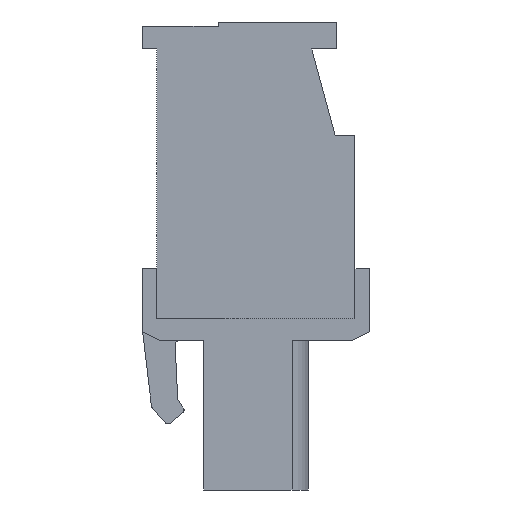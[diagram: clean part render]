
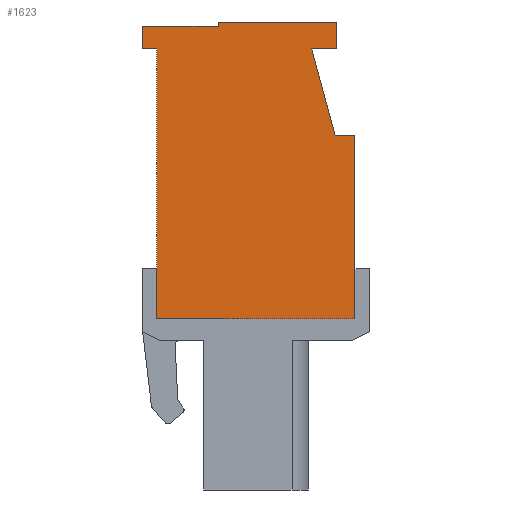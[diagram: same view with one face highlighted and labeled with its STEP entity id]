
A CAD part, left-side view. The second image highlights one B-rep face of the part: STEP entity #1623.
In plain terms, the highlighted planar face has unit normal (-1, 0, 0).
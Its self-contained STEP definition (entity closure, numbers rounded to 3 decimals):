
#1623 = ADVANCED_FACE( '', ( #3864 ), #3865, .T. );
#3864 = FACE_OUTER_BOUND( '', #6884, .T. );
#3865 = PLANE( '', #6885 );
#6884 = EDGE_LOOP( '', ( #11064, #11065, #11066, #11067, #11068, #11069, #11070, #11071, #11072, #11073, #11074, #11075 ) );
#6885 = AXIS2_PLACEMENT_3D( '', #11076, #11077, #11078 );
#11064 = ORIENTED_EDGE( '', *, *, #19533, .T. );
#11065 = ORIENTED_EDGE( '', *, *, #19534, .T. );
#11066 = ORIENTED_EDGE( '', *, *, #19535, .T. );
#11067 = ORIENTED_EDGE( '', *, *, #19536, .T. );
#11068 = ORIENTED_EDGE( '', *, *, #18681, .T. );
#11069 = ORIENTED_EDGE( '', *, *, #19537, .T. );
#11070 = ORIENTED_EDGE( '', *, *, #19538, .T. );
#11071 = ORIENTED_EDGE( '', *, *, #18801, .T. );
#11072 = ORIENTED_EDGE( '', *, *, #19299, .T. );
#11073 = ORIENTED_EDGE( '', *, *, #19539, .T. );
#11074 = ORIENTED_EDGE( '', *, *, #19540, .T. );
#11075 = ORIENTED_EDGE( '', *, *, #19541, .T. );
#11076 = CARTESIAN_POINT( '', ( -20.32, 0., 0. ) );
#11077 = DIRECTION( '', ( -1., 0., 0. ) );
#11078 = DIRECTION( '', ( 0., 0., 1. ) );
#18681 = EDGE_CURVE( '', #22478, #22479, #22480, .T. );
#18801 = EDGE_CURVE( '', #22645, #22702, #22704, .T. );
#19299 = EDGE_CURVE( '', #22702, #23558, #23560, .T. );
#19533 = EDGE_CURVE( '', #23958, #23959, #23960, .T. );
#19534 = EDGE_CURVE( '', #23959, #23961, #23962, .T. );
#19535 = EDGE_CURVE( '', #23961, #23963, #23964, .T. );
#19536 = EDGE_CURVE( '', #23963, #22478, #23965, .T. );
#19537 = EDGE_CURVE( '', #22479, #23966, #23967, .T. );
#19538 = EDGE_CURVE( '', #23966, #22645, #23968, .T. );
#19539 = EDGE_CURVE( '', #23558, #23969, #23970, .T. );
#19540 = EDGE_CURVE( '', #23969, #23971, #23972, .T. );
#19541 = EDGE_CURVE( '', #23971, #23958, #23973, .T. );
#22478 = VERTEX_POINT( '', #28016 );
#22479 = VERTEX_POINT( '', #28017 );
#22480 = LINE( '', #28018, #28019 );
#22645 = VERTEX_POINT( '', #28263 );
#22702 = VERTEX_POINT( '', #28351 );
#22704 = LINE( '', #28354, #28355 );
#23558 = VERTEX_POINT( '', #29601 );
#23560 = LINE( '', #29604, #29605 );
#23958 = VERTEX_POINT( '', #30182 );
#23959 = VERTEX_POINT( '', #30183 );
#23960 = LINE( '', #30184, #30185 );
#23961 = VERTEX_POINT( '', #30186 );
#23962 = LINE( '', #30187, #30188 );
#23963 = VERTEX_POINT( '', #30189 );
#23964 = LINE( '', #30190, #30191 );
#23965 = LINE( '', #30192, #30193 );
#23966 = VERTEX_POINT( '', #30194 );
#23967 = LINE( '', #30195, #30196 );
#23968 = LINE( '', #30197, #30198 );
#23969 = VERTEX_POINT( '', #30199 );
#23970 = LINE( '', #30200, #30201 );
#23971 = VERTEX_POINT( '', #30202 );
#23972 = LINE( '', #30203, #30204 );
#23973 = LINE( '', #30205, #30206 );
#28016 = CARTESIAN_POINT( '', ( -20.32, 6.3, 8.75 ) );
#28017 = CARTESIAN_POINT( '', ( -20.32, 6.3, 7.5 ) );
#28018 = CARTESIAN_POINT( '', ( -20.32, 6.3, 8.75 ) );
#28019 = VECTOR( '', #35396, 1000. );
#28263 = CARTESIAN_POINT( '', ( -20.32, 5.5, -7.5 ) );
#28351 = CARTESIAN_POINT( '', ( -20.32, -5.5, -7.5 ) );
#28354 = CARTESIAN_POINT( '', ( -20.32, 5.5, -7.5 ) );
#28355 = VECTOR( '', #35514, 1000. );
#29601 = CARTESIAN_POINT( '', ( -20.32, -5.5, 2.7 ) );
#29604 = CARTESIAN_POINT( '', ( -20.32, -5.5, -7.5 ) );
#29605 = VECTOR( '', #35978, 1000. );
#30182 = CARTESIAN_POINT( '', ( -20.32, -4.5, 7.5 ) );
#30183 = CARTESIAN_POINT( '', ( -20.32, -4.5, 9. ) );
#30184 = CARTESIAN_POINT( '', ( -20.32, -4.5, 7.5 ) );
#30185 = VECTOR( '', #36206, 1000. );
#30186 = CARTESIAN_POINT( '', ( -20.32, 2.1, 9. ) );
#30187 = CARTESIAN_POINT( '', ( -20.32, -4.5, 9. ) );
#30188 = VECTOR( '', #36207, 1000. );
#30189 = CARTESIAN_POINT( '', ( -20.32, 2.1, 8.75 ) );
#30190 = CARTESIAN_POINT( '', ( -20.32, 2.1, 9. ) );
#30191 = VECTOR( '', #36208, 1000. );
#30192 = CARTESIAN_POINT( '', ( -20.32, 2.1, 8.75 ) );
#30193 = VECTOR( '', #36209, 1000. );
#30194 = CARTESIAN_POINT( '', ( -20.32, 5.5, 7.5 ) );
#30195 = CARTESIAN_POINT( '', ( -20.32, 6.3, 7.5 ) );
#30196 = VECTOR( '', #36210, 1000. );
#30197 = CARTESIAN_POINT( '', ( -20.32, 5.5, 7.5 ) );
#30198 = VECTOR( '', #36211, 1000. );
#30199 = CARTESIAN_POINT( '', ( -20.32, -4.4, 2.7 ) );
#30200 = CARTESIAN_POINT( '', ( -20.32, -5.5, 2.7 ) );
#30201 = VECTOR( '', #36212, 1000. );
#30202 = CARTESIAN_POINT( '', ( -20.32, -3.1, 7.5 ) );
#30203 = CARTESIAN_POINT( '', ( -20.32, -4.4, 2.7 ) );
#30204 = VECTOR( '', #36213, 1000. );
#30205 = CARTESIAN_POINT( '', ( -20.32, -3.1, 7.5 ) );
#30206 = VECTOR( '', #36214, 1000. );
#35396 = DIRECTION( '', ( 0., 0., -1. ) );
#35514 = DIRECTION( '', ( 0., -1., 0. ) );
#35978 = DIRECTION( '', ( 0., 0., 1. ) );
#36206 = DIRECTION( '', ( 0., 0., 1. ) );
#36207 = DIRECTION( '', ( 0., 1., 0. ) );
#36208 = DIRECTION( '', ( 0., 0., -1. ) );
#36209 = DIRECTION( '', ( 0., 1., 0. ) );
#36210 = DIRECTION( '', ( 0., -1., 0. ) );
#36211 = DIRECTION( '', ( 0., 0., -1. ) );
#36212 = DIRECTION( '', ( 0., 1., 0. ) );
#36213 = DIRECTION( '', ( 0., 0.261, 0.965 ) );
#36214 = DIRECTION( '', ( 0., -1., 0. ) );
